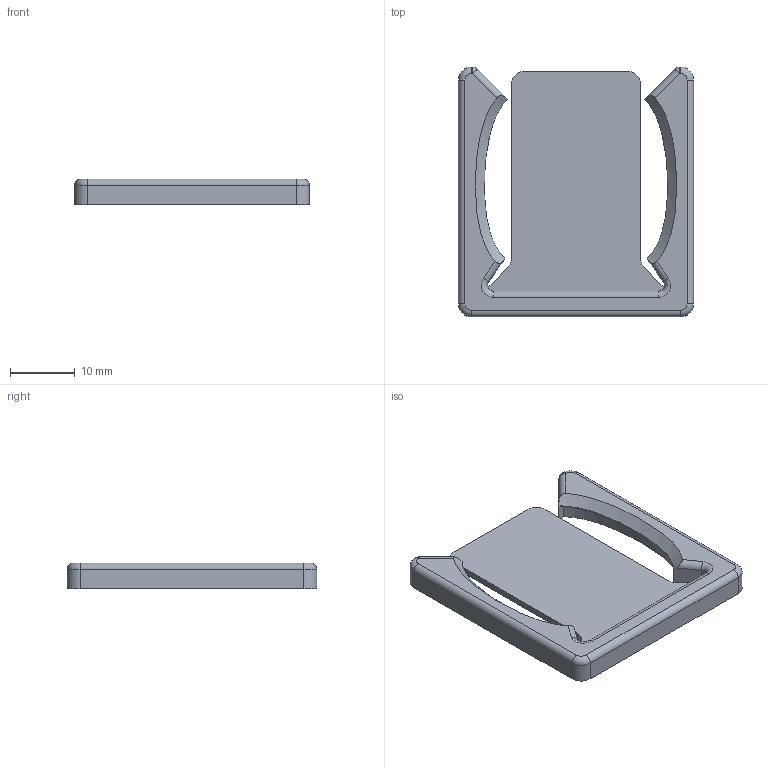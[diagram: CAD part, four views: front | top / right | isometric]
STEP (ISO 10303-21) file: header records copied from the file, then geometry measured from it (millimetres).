
FILE_DESCRIPTION(('FreeCAD Model'),'2;1');
FILE_NAME('Open CASCADE Shape Model','2025-03-02T23:08:05',(''),(''), 'Open CASCADE STEP processor 7.7','FreeCAD','Unknown');
FILE_SCHEMA(('AUTOMOTIVE_DESIGN { 1 0 10303 214 1 1 1 1 }'));
Length unit declared in the file: millimetre
Products named in the file (1): Body
Bounding box: 36.39 x 38.67 x 4 mm (x, y, z)
Volume: 2439.7 mm3; surface area: 3204.4 mm2
Topology: 1 solids, 1 shells, 60 faces, 154 edges, 94 vertices
Faces by surface type: plane 24, cylinder 22, torus 6, extrusion 4, bspline 2, sphere 2
Entity records: 5897 total; most frequent: CARTESIAN_POINT 2875, DIRECTION 555, VECTOR 340, LINE 336, ORIENTED_EDGE 304, PCURVE 304, DEFINITIONAL_REPRESENTATION 304, EDGE_CURVE 152
